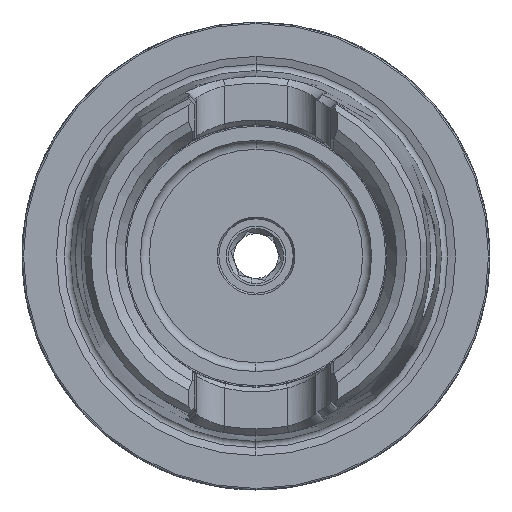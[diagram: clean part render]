
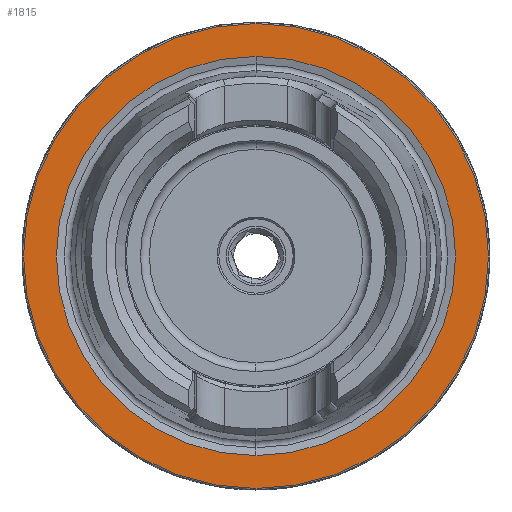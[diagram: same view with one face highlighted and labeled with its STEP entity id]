
A CAD part, left-side view. The second image highlights one B-rep face of the part: STEP entity #1815.
In plain terms, the highlighted planar face has unit normal (-1, 0, 0).
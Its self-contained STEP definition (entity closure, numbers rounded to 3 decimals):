
#149 = EDGE_LOOP ( 'NONE', ( #9960, #10484 ) ) ;
#183 = AXIS2_PLACEMENT_3D ( 'NONE', #5348, #8406, #1557 ) ;
#525 = CIRCLE ( 'NONE', #5276, 31.275 ) ;
#902 = EDGE_CURVE ( 'NONE', #7071, #2281, #5376, .T. ) ;
#1557 = DIRECTION ( 'NONE',  ( 0., 0., -1. ) ) ;
#1566 = AXIS2_PLACEMENT_3D ( 'NONE', #3299, #9323, #4133 ) ;
#1567 = EDGE_CURVE ( 'NONE', #3601, #4281, #4179, .T. ) ;
#1815 = ADVANCED_FACE ( 'NONE', ( #2340, #4560 ), #9830, .F. ) ;
#2281 = VERTEX_POINT ( 'NONE', #2880 ) ;
#2340 = FACE_BOUND ( 'NONE', #8980, .T. ) ;
#2582 = DIRECTION ( 'NONE',  ( -1., 0., 0. ) ) ;
#2583 = AXIS2_PLACEMENT_3D ( 'NONE', #3989, #10052, #4819 ) ;
#2880 = CARTESIAN_POINT ( 'NONE',  ( 0., 0., -26.85 ) ) ;
#3299 = CARTESIAN_POINT ( 'NONE',  ( 0., 0., 0. ) ) ;
#3552 = CARTESIAN_POINT ( 'NONE',  ( 0., 0., 0. ) ) ;
#3601 = VERTEX_POINT ( 'NONE', #8624 ) ;
#3627 = EDGE_CURVE ( 'NONE', #4281, #3601, #525, .T. ) ;
#3989 = CARTESIAN_POINT ( 'NONE',  ( 0., 0., 0. ) ) ;
#4133 = DIRECTION ( 'NONE',  ( 0., 0., 1. ) ) ;
#4179 = CIRCLE ( 'NONE', #1566, 31.275 ) ;
#4281 = VERTEX_POINT ( 'NONE', #10468 ) ;
#4375 = DIRECTION ( 'NONE',  ( 0., 0., 1. ) ) ;
#4560 = FACE_OUTER_BOUND ( 'NONE', #149, .T. ) ;
#4819 = DIRECTION ( 'NONE',  ( 0., 0., 1. ) ) ;
#5054 = AXIS2_PLACEMENT_3D ( 'NONE', #7688, #2582, #8576 ) ;
#5276 = AXIS2_PLACEMENT_3D ( 'NONE', #3552, #9587, #4375 ) ;
#5348 = CARTESIAN_POINT ( 'NONE',  ( 0., 31.275, 0. ) ) ;
#5376 = CIRCLE ( 'NONE', #2583, 26.85 ) ;
#5919 = CARTESIAN_POINT ( 'NONE',  ( 0., 0., 26.85 ) ) ;
#5920 = CIRCLE ( 'NONE', #5054, 26.85 ) ;
#7071 = VERTEX_POINT ( 'NONE', #5919 ) ;
#7336 = EDGE_CURVE ( 'NONE', #2281, #7071, #5920, .T. ) ;
#7688 = CARTESIAN_POINT ( 'NONE',  ( 0., 0., 0. ) ) ;
#8406 = DIRECTION ( 'NONE',  ( 1., 0., 0. ) ) ;
#8576 = DIRECTION ( 'NONE',  ( 0., 0., 1. ) ) ;
#8624 = CARTESIAN_POINT ( 'NONE',  ( 0., 0., -31.275 ) ) ;
#8980 = EDGE_LOOP ( 'NONE', ( #10005, #10119 ) ) ;
#9323 = DIRECTION ( 'NONE',  ( -1., 0., 0. ) ) ;
#9587 = DIRECTION ( 'NONE',  ( -1., 0., 0. ) ) ;
#9830 = PLANE ( 'NONE',  #183 ) ;
#9960 = ORIENTED_EDGE ( 'NONE', *, *, #3627, .T. ) ;
#10005 = ORIENTED_EDGE ( 'NONE', *, *, #902, .F. ) ;
#10052 = DIRECTION ( 'NONE',  ( -1., 0., 0. ) ) ;
#10119 = ORIENTED_EDGE ( 'NONE', *, *, #7336, .F. ) ;
#10468 = CARTESIAN_POINT ( 'NONE',  ( 0., 0., 31.275 ) ) ;
#10484 = ORIENTED_EDGE ( 'NONE', *, *, #1567, .T. ) ;
